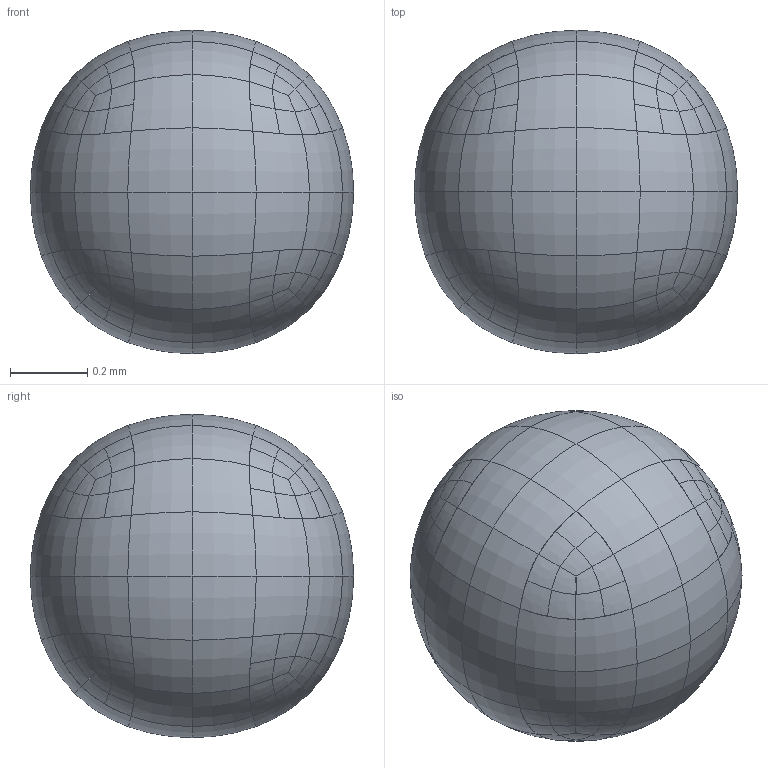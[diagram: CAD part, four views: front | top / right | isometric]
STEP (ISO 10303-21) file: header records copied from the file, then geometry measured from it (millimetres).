
FILE_DESCRIPTION(('Shape Data from Truck'), '2;1');
FILE_NAME('simple_cube_gregory.step', '2025-07-27 10:39:35.747252681', (('')), (('')), 'truck', '', '');
FILE_SCHEMA(('ISO-10303-042'));
Length unit declared in the file: millimetre
Bounding box: 0.84 x 0.84 x 0.84 mm (x, y, z)
Surface area: 2.3 mm2 (no closed solid volume)
Topology: 0 solids, 168 shells, 168 faces, 672 edges, 672 vertices
Faces by surface type: bspline 168
Entity records: 3709 total; most frequent: CARTESIAN_POINT 2688, FACE_SURFACE 168, FACE_BOUND 168, VERTEX_LOOP 168, VERTEX_POINT 168, POINT_ON_SURFACE 168, B_SPLINE_SURFACE_WITH_KNOTS 168, APPLICATION_PROTOCOL_DEFINITION 1
